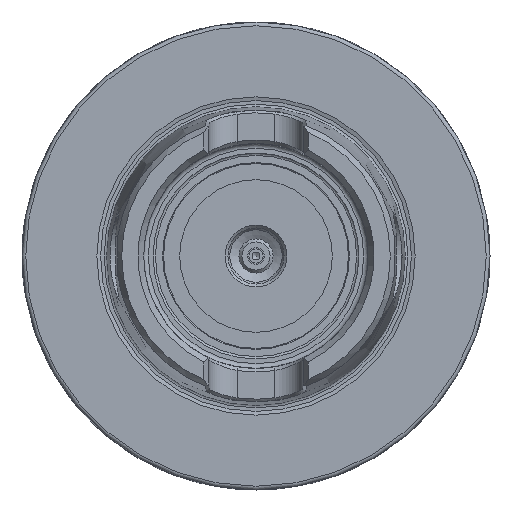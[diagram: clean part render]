
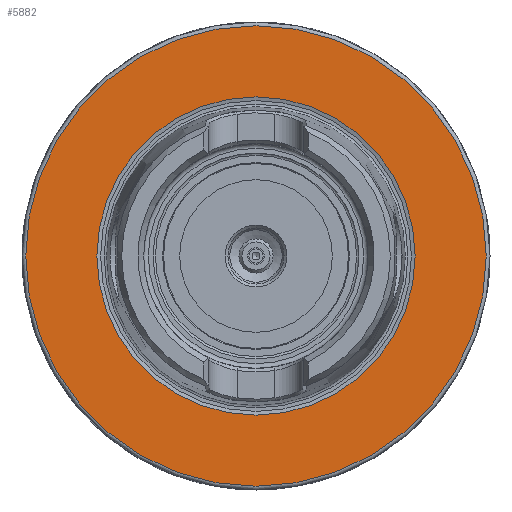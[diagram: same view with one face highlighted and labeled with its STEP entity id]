
A CAD part, left-side view. The second image highlights one B-rep face of the part: STEP entity #5882.
In plain terms, the highlighted planar face has unit normal (-1, 0, 0).
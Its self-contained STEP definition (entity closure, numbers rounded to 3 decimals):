
#5848=CARTESIAN_POINT('',(0.0,34.,0.0));
#5849=VERTEX_POINT('',#5848);
#5850=CARTESIAN_POINT('',(0.0,0.0,0.0));
#5851=DIRECTION('',(1.0,0.0,0.0));
#5852=DIRECTION('',(0.0,1.0,0.0));
#5853=AXIS2_PLACEMENT_3D('',#5850,#5851,#5852);
#5854=CIRCLE('',#5853,34.);
#5855=EDGE_CURVE('',#5849,#5849,#5854,.T.);
#5863=CARTESIAN_POINT('',(0.,41.6,0.0));
#5864=DIRECTION('',(-1.0,0.0,0.0));
#5865=DIRECTION('',(0.0,0.0,1.0));
#5866=AXIS2_PLACEMENT_3D('',#5863,#5864,#5865);
#5867=PLANE('',#5866);
#5868=CARTESIAN_POINT('',(0.,49.2,0.0));
#5869=VERTEX_POINT('',#5868);
#5870=CARTESIAN_POINT('',(0.,0.0,0.0));
#5871=DIRECTION('',(1.0,0.0,0.0));
#5872=DIRECTION('',(0.0,1.0,0.0));
#5873=AXIS2_PLACEMENT_3D('',#5870,#5871,#5872);
#5874=CIRCLE('',#5873,49.2);
#5875=EDGE_CURVE('',#5869,#5869,#5874,.T.);
#5876=ORIENTED_EDGE('',*,*,#5875,.F.);
#5877=EDGE_LOOP('',(#5876));
#5878=FACE_OUTER_BOUND('',#5877,.T.);
#5879=ORIENTED_EDGE('',*,*,#5855,.T.);
#5880=EDGE_LOOP('',(#5879));
#5881=FACE_BOUND('',#5880,.T.);
#5882=ADVANCED_FACE('',(#5878,#5881),#5867,.T.);
